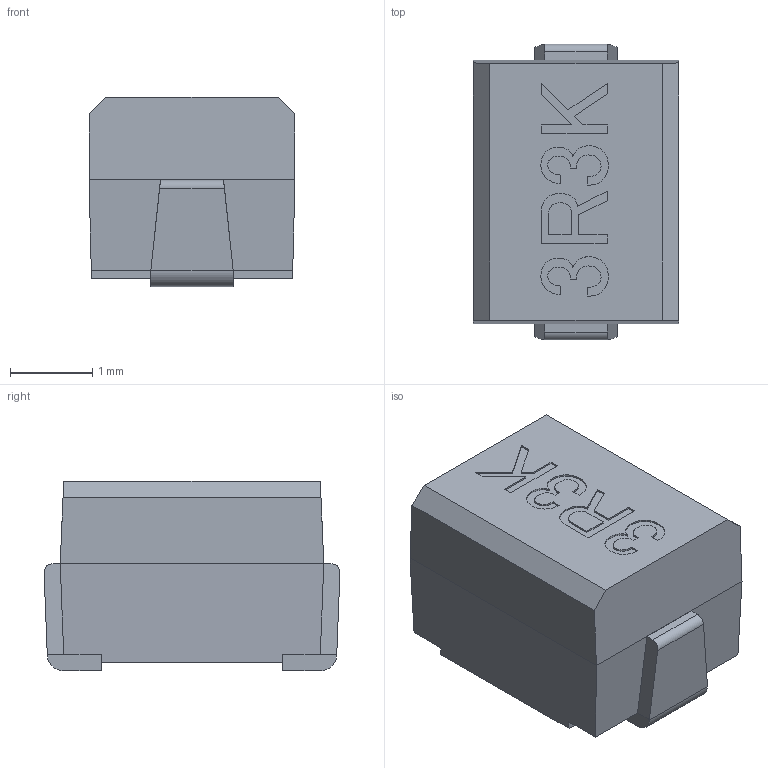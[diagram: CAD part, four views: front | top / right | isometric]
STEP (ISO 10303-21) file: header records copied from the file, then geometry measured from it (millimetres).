
FILE_DESCRIPTION( ('This file contains a STEP AP42 implementation' ,'as created by ZW3D STEP Interface translator.') ,'2;1' );
FILE_NAME( 'CC4532-L(3R3).stp' ,'14 919.114454', (''), ('ZWCAD Software Co.'), 'Version 1.0', 'ZW3D to STEP translator', '' );
FILE_SCHEMA( ('CONFIG_CONTROL_DESIGN') );
Length unit declared in the file: millimetre
Products named in the file (1): 0
Bounding box: 2.5 x 3.59 x 2.3 mm (x, y, z)
Volume: 17.5 mm3; surface area: 47.9 mm2
Topology: 3 solids, 3 shells, 146 faces, 385 edges, 250 vertices
Faces by surface type: bspline 146
Entity records: 4255 total; most frequent: CARTESIAN_POINT 1857, ORIENTED_EDGE 770, EDGE_CURVE 385, B_SPLINE_CURVE_WITH_KNOTS 381, VERTEX_POINT 250, EDGE_LOOP 151, FACE_OUTER_BOUND 146, ADVANCED_FACE 146
